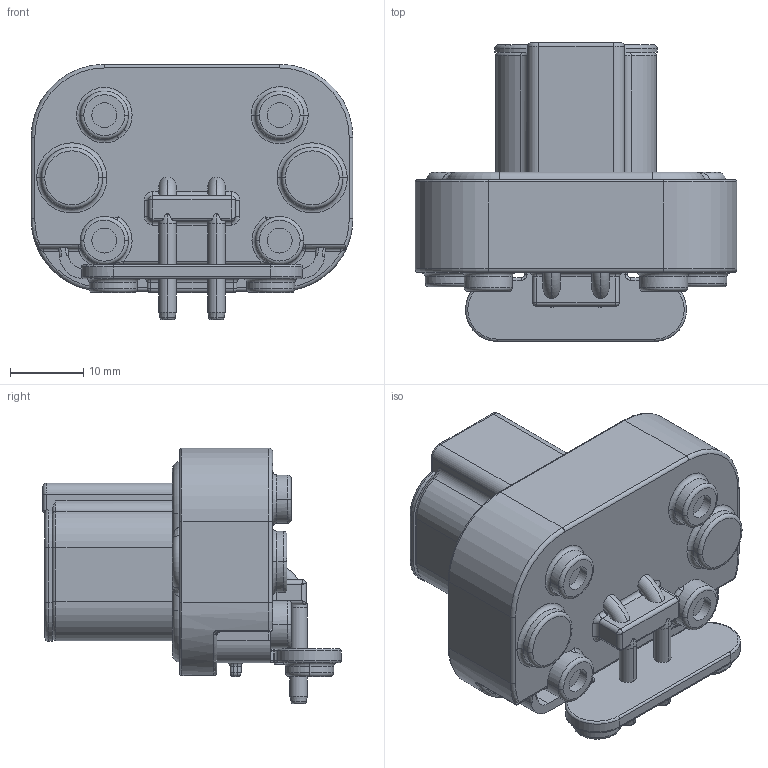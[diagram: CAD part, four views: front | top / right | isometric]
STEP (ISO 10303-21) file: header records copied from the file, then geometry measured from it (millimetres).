
FILE_DESCRIPTION((''),'2;1');
FILE_NAME('BREP_WITH_VOIDS_19629','2019-08-13T',('peter.yang'),(''),'PRO/ENGINEER BY PARAMETRIC TECHNOLOGY CORPORATION, 2016360','PRO/ENGINEER BY PARAMETRIC TECHNOLOGY CORPORATION, 2016360','');
FILE_SCHEMA(('CONFIG_CONTROL_DESIGN'));
Length unit declared in the file: millimetre
Products named in the file (1): BREP_WITH_VOIDS_19629
Bounding box: 44.04 x 40.84 x 34.95 mm (x, y, z)
Volume: 20608.2 mm3; surface area: 8995.9 mm2
Topology: 1 solids, 2 shells, 566 faces, 1497 edges, 947 vertices
Faces by surface type: cylinder 200, plane 162, torus 112, bspline 48, extrusion 22, cone 12, sphere 10
Entity records: 20439 total; most frequent: CARTESIAN_POINT 6521, ORIENTED_EDGE 2974, DIRECTION 2906, EDGE_CURVE 1487, AXIS2_PLACEMENT_3D 1143, VERTEX_POINT 947, CIRCLE 647, VECTOR 620
